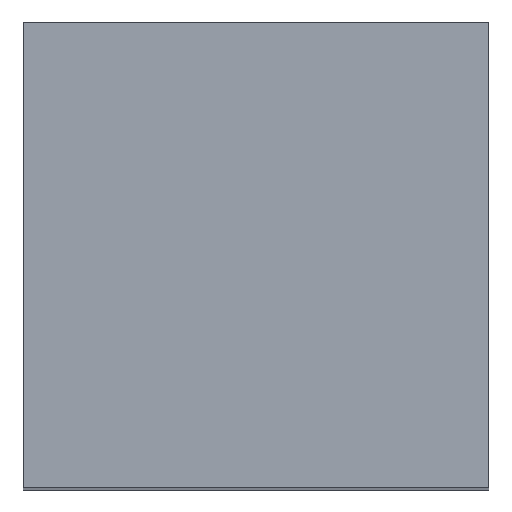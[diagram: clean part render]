
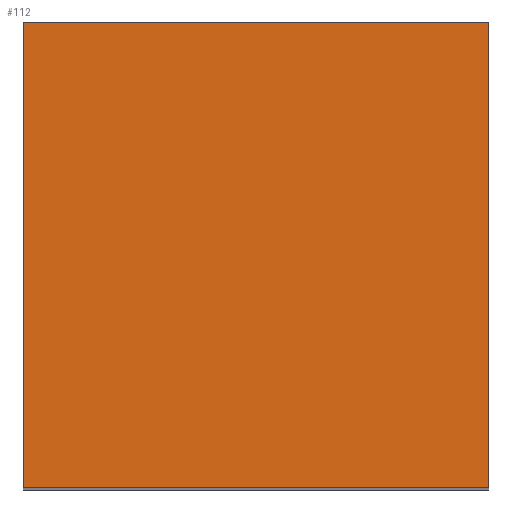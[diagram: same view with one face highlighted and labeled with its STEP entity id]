
A CAD part, top view. The second image highlights one B-rep face of the part: STEP entity #112.
In plain terms, the highlighted planar face has unit normal (0, 0, 1).
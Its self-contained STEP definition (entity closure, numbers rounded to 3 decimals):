
#19=FACE_OUTER_BOUND('',#25,.T.);
#25=EDGE_LOOP('',(#90,#91,#92,#93));
#30=LINE('',#181,#42);
#33=LINE('',#186,#45);
#35=LINE('',#190,#47);
#37=LINE('',#193,#49);
#42=VECTOR('',#152,10.);
#45=VECTOR('',#157,10.);
#47=VECTOR('',#161,10.);
#49=VECTOR('',#165,10.);
#54=VERTEX_POINT('',#179);
#55=VERTEX_POINT('',#180);
#56=VERTEX_POINT('',#185);
#57=VERTEX_POINT('',#189);
#62=EDGE_CURVE('',#54,#55,#30,.T.);
#65=EDGE_CURVE('',#55,#56,#33,.T.);
#67=EDGE_CURVE('',#56,#57,#35,.T.);
#69=EDGE_CURVE('',#57,#54,#37,.T.);
#90=ORIENTED_EDGE('',*,*,#62,.F.);
#91=ORIENTED_EDGE('',*,*,#69,.F.);
#92=ORIENTED_EDGE('',*,*,#67,.F.);
#93=ORIENTED_EDGE('',*,*,#65,.F.);
#99=PLANE('',#141);
#112=ADVANCED_FACE('',(#19),#99,.T.);
#141=AXIS2_PLACEMENT_3D('',#194,#166,#167);
#152=DIRECTION('',(0.,-1.,0.));
#157=DIRECTION('',(-1.,0.,0.));
#161=DIRECTION('',(0.,1.,0.));
#165=DIRECTION('',(1.,0.,0.));
#166=DIRECTION('center_axis',(0.,0.,1.));
#167=DIRECTION('ref_axis',(1.,0.,0.));
#179=CARTESIAN_POINT('',(357.955,201.217,206.06));
#180=CARTESIAN_POINT('',(357.955,181.217,206.06));
#181=CARTESIAN_POINT('',(357.955,201.217,206.06));
#185=CARTESIAN_POINT('',(337.955,181.217,206.06));
#186=CARTESIAN_POINT('',(357.955,181.217,206.06));
#189=CARTESIAN_POINT('',(337.955,201.217,206.06));
#190=CARTESIAN_POINT('',(337.955,181.217,206.06));
#193=CARTESIAN_POINT('',(337.955,201.217,206.06));
#194=CARTESIAN_POINT('Origin',(347.955,191.217,206.06));
